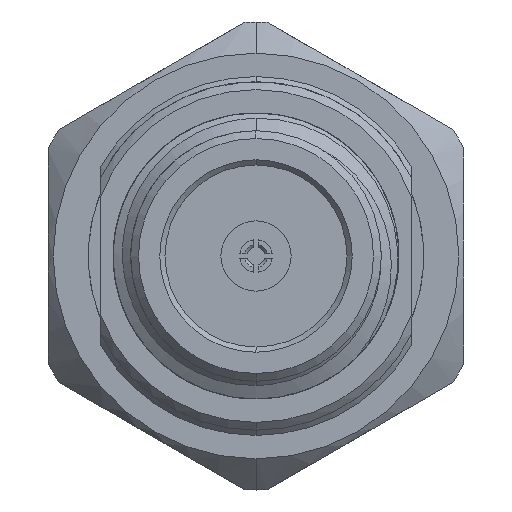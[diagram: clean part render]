
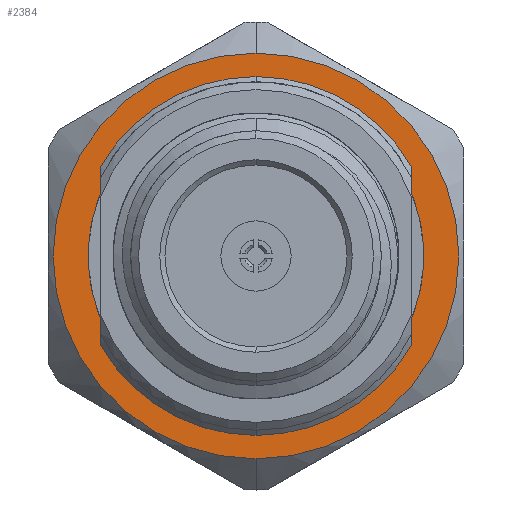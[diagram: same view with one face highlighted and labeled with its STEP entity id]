
A CAD part, left-side view. The second image highlights one B-rep face of the part: STEP entity #2384.
In plain terms, the highlighted planar face has unit normal (-1, 0, 0).
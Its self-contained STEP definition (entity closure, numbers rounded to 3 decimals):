
#185 = AXIS2_PLACEMENT_3D ( 'NONE', #6738, #9807, #2930 ) ;
#1140 = EDGE_CURVE ( 'NONE', #7622, #1665, #8574, .T. ) ;
#1429 = CARTESIAN_POINT ( 'NONE',  ( -10.461, 0., 0. ) ) ;
#1605 = ORIENTED_EDGE ( 'NONE', *, *, #7816, .T. ) ;
#1665 = VERTEX_POINT ( 'NONE', #3488 ) ;
#1732 = ORIENTED_EDGE ( 'NONE', *, *, #1140, .T. ) ;
#1807 = DIRECTION ( 'NONE',  ( 1., 0., 0. ) ) ;
#1854 = AXIS2_PLACEMENT_3D ( 'NONE', #7445, #5792, #8864 ) ;
#2222 = FACE_BOUND ( 'NONE', #9633, .T. ) ;
#2384 = ADVANCED_FACE ( 'NONE', ( #9801, #2222 ), #5267, .T. ) ;
#2680 = EDGE_CURVE ( 'NONE', #6638, #9567, #4268, .T. ) ;
#2730 = CARTESIAN_POINT ( 'NONE',  ( -10.461, 0., 3.9 ) ) ;
#2750 = CIRCLE ( 'NONE', #185, 3.225 ) ;
#2930 = DIRECTION ( 'NONE',  ( 0., 0., -1. ) ) ;
#3079 = DIRECTION ( 'NONE',  ( 0., 0., -1. ) ) ;
#3226 = EDGE_CURVE ( 'NONE', #9567, #6638, #6138, .T. ) ;
#3321 = ORIENTED_EDGE ( 'NONE', *, *, #2680, .F. ) ;
#3488 = CARTESIAN_POINT ( 'NONE',  ( -10.461, 0., 3.225 ) ) ;
#3582 = CARTESIAN_POINT ( 'NONE',  ( -10.461, -3.9, 0. ) ) ;
#4103 = AXIS2_PLACEMENT_3D ( 'NONE', #8683, #1807, #5823 ) ;
#4268 = CIRCLE ( 'NONE', #4103, 3.9 ) ;
#4517 = ORIENTED_EDGE ( 'NONE', *, *, #3226, .F. ) ;
#5224 = DIRECTION ( 'NONE',  ( -1., 0., 0. ) ) ;
#5267 = PLANE ( 'NONE',  #6030 ) ;
#5792 = DIRECTION ( 'NONE',  ( 1., 0., 0. ) ) ;
#5816 = CARTESIAN_POINT ( 'NONE',  ( -10.461, 0., -3.9 ) ) ;
#5823 = DIRECTION ( 'NONE',  ( 0., 0., -1. ) ) ;
#6030 = AXIS2_PLACEMENT_3D ( 'NONE', #3582, #5224, #9149 ) ;
#6138 = CIRCLE ( 'NONE', #7737, 3.9 ) ;
#6638 = VERTEX_POINT ( 'NONE', #2730 ) ;
#6641 = CARTESIAN_POINT ( 'NONE',  ( -10.461, 0., -3.225 ) ) ;
#6738 = CARTESIAN_POINT ( 'NONE',  ( -10.461, 0., 0. ) ) ;
#6839 = DIRECTION ( 'NONE',  ( 1., 0., 0. ) ) ;
#7445 = CARTESIAN_POINT ( 'NONE',  ( -10.461, 0., 0. ) ) ;
#7622 = VERTEX_POINT ( 'NONE', #6641 ) ;
#7737 = AXIS2_PLACEMENT_3D ( 'NONE', #1429, #6839, #3079 ) ;
#7816 = EDGE_CURVE ( 'NONE', #1665, #7622, #2750, .T. ) ;
#8574 = CIRCLE ( 'NONE', #1854, 3.225 ) ;
#8683 = CARTESIAN_POINT ( 'NONE',  ( -10.461, 0., 0. ) ) ;
#8864 = DIRECTION ( 'NONE',  ( 0., 0., -1. ) ) ;
#9149 = DIRECTION ( 'NONE',  ( 0., 0., 1. ) ) ;
#9193 = EDGE_LOOP ( 'NONE', ( #4517, #3321 ) ) ;
#9567 = VERTEX_POINT ( 'NONE', #5816 ) ;
#9633 = EDGE_LOOP ( 'NONE', ( #1732, #1605 ) ) ;
#9801 = FACE_OUTER_BOUND ( 'NONE', #9193, .T. ) ;
#9807 = DIRECTION ( 'NONE',  ( 1., 0., 0. ) ) ;
